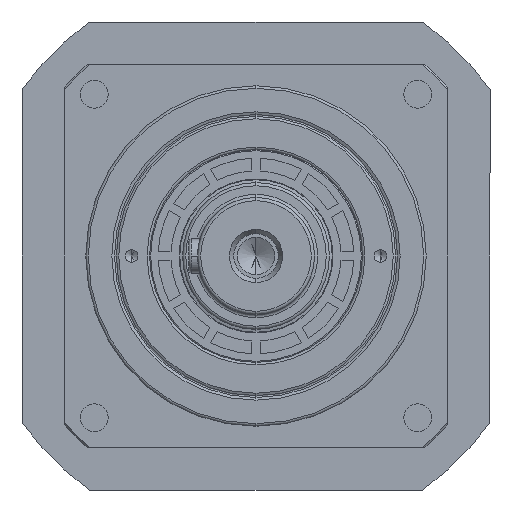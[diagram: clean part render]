
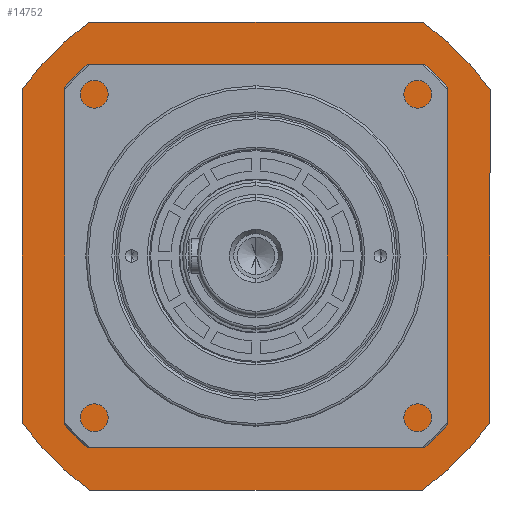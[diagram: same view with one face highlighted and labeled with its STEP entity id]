
A CAD part, left-side view. The second image highlights one B-rep face of the part: STEP entity #14752.
In plain terms, the highlighted face is planar.
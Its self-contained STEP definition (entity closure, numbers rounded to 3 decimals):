
#74 = DIRECTION ( 'NONE',  ( 0., 0., 1. ) ) ;
#342 = VERTEX_POINT ( 'NONE', #16280 ) ;
#757 = CARTESIAN_POINT ( 'NONE',  ( 0., 0., 77. ) ) ;
#1130 = DIRECTION ( 'NONE',  ( 0., 0., 1. ) ) ;
#1262 = LINE ( 'NONE', #20111, #6735 ) ;
#1303 = CIRCLE ( 'NONE', #11061, 135. ) ;
#1450 = VERTEX_POINT ( 'NONE', #15452 ) ;
#1718 = DIRECTION ( 'NONE',  ( 1., 0., 0. ) ) ;
#2171 = DIRECTION ( 'NONE',  ( 1., 0., 0. ) ) ;
#2289 = AXIS2_PLACEMENT_3D ( 'NONE', #17977, #8399, #11455 ) ;
#2536 = FACE_OUTER_BOUND ( 'NONE', #9955, .T. ) ;
#3462 = EDGE_CURVE ( 'NONE', #18071, #11479, #13127, .T. ) ;
#3565 = VERTEX_POINT ( 'NONE', #13365 ) ;
#4127 = CIRCLE ( 'NONE', #19047, 135. ) ;
#4284 = CARTESIAN_POINT ( 'NONE',  ( 0., 0., 77. ) ) ;
#4330 = DIRECTION ( 'NONE',  ( 1., 0., 0. ) ) ;
#4707 = CARTESIAN_POINT ( 'NONE',  ( -110., 78.262, 77. ) ) ;
#5497 = ORIENTED_EDGE ( 'NONE', *, *, #12084, .T. ) ;
#5524 = CIRCLE ( 'NONE', #2289, 135. ) ;
#5546 = FACE_BOUND ( 'NONE', #14744, .T. ) ;
#5648 = CARTESIAN_POINT ( 'NONE',  ( 78.262, 110., 77. ) ) ;
#5803 = ORIENTED_EDGE ( 'NONE', *, *, #3462, .T. ) ;
#6307 = CARTESIAN_POINT ( 'NONE',  ( 0., 0., 77. ) ) ;
#6735 = VECTOR ( 'NONE', #4330, 1000. ) ;
#6940 = DIRECTION ( 'NONE',  ( 1., 0., 0. ) ) ;
#7103 = CIRCLE ( 'NONE', #12183, 80. ) ;
#7528 = EDGE_CURVE ( 'NONE', #8738, #18071, #20122, .T. ) ;
#7584 = ORIENTED_EDGE ( 'NONE', *, *, #20013, .T. ) ;
#7705 = DIRECTION ( 'NONE',  ( -1., 0., 0. ) ) ;
#8390 = VECTOR ( 'NONE', #7705, 1000. ) ;
#8397 = DIRECTION ( 'NONE',  ( 1., 0., 0. ) ) ;
#8399 = DIRECTION ( 'NONE',  ( 0., 0., 1. ) ) ;
#8434 = DIRECTION ( 'NONE',  ( 0., 0., 1. ) ) ;
#8642 = CARTESIAN_POINT ( 'NONE',  ( -80., 0., 77. ) ) ;
#8738 = VERTEX_POINT ( 'NONE', #5648 ) ;
#8753 = ORIENTED_EDGE ( 'NONE', *, *, #9230, .F. ) ;
#8865 = ORIENTED_EDGE ( 'NONE', *, *, #10528, .T. ) ;
#8877 = CARTESIAN_POINT ( 'NONE',  ( 0., 0., 77. ) ) ;
#8881 = DIRECTION ( 'NONE',  ( 0., 0., 1. ) ) ;
#9040 = DIRECTION ( 'NONE',  ( 1., 0., 0. ) ) ;
#9056 = LINE ( 'NONE', #13507, #17826 ) ;
#9134 = AXIS2_PLACEMENT_3D ( 'NONE', #16308, #11747, #8397 ) ;
#9199 = CARTESIAN_POINT ( 'NONE',  ( -78.262, 110., 77. ) ) ;
#9213 = AXIS2_PLACEMENT_3D ( 'NONE', #8877, #19831, #10199 ) ;
#9230 = EDGE_CURVE ( 'NONE', #11446, #11133, #9563, .T. ) ;
#9547 = VECTOR ( 'NONE', #17511, 1000. ) ;
#9563 = CIRCLE ( 'NONE', #11372, 80. ) ;
#9854 = CARTESIAN_POINT ( 'NONE',  ( 78.262, -110., 77. ) ) ;
#9955 = EDGE_LOOP ( 'NONE', ( #5497, #14685, #5803, #8865, #16868, #7584, #13683, #17444 ) ) ;
#10199 = DIRECTION ( 'NONE',  ( 1., 0., 0. ) ) ;
#10297 = EDGE_CURVE ( 'NONE', #1450, #3565, #9056, .T. ) ;
#10528 = EDGE_CURVE ( 'NONE', #11479, #15316, #18067, .T. ) ;
#10735 = VERTEX_POINT ( 'NONE', #9854 ) ;
#10762 = CARTESIAN_POINT ( 'NONE',  ( -110., -78.262, 77. ) ) ;
#11061 = AXIS2_PLACEMENT_3D ( 'NONE', #18083, #8434, #6940 ) ;
#11133 = VERTEX_POINT ( 'NONE', #8642 ) ;
#11372 = AXIS2_PLACEMENT_3D ( 'NONE', #4284, #1130, #9040 ) ;
#11446 = VERTEX_POINT ( 'NONE', #20492 ) ;
#11455 = DIRECTION ( 'NONE',  ( 1., 0., 0. ) ) ;
#11479 = VERTEX_POINT ( 'NONE', #19009 ) ;
#11747 = DIRECTION ( 'NONE',  ( 0., 0., 1. ) ) ;
#12084 = EDGE_CURVE ( 'NONE', #3565, #8738, #4127, .T. ) ;
#12183 = AXIS2_PLACEMENT_3D ( 'NONE', #757, #8881, #2171 ) ;
#13127 = CIRCLE ( 'NONE', #9134, 135. ) ;
#13365 = CARTESIAN_POINT ( 'NONE',  ( 110., 78.262, 77. ) ) ;
#13507 = CARTESIAN_POINT ( 'NONE',  ( 110., 78.262, 77. ) ) ;
#13683 = ORIENTED_EDGE ( 'NONE', *, *, #19717, .T. ) ;
#14113 = EDGE_CURVE ( 'NONE', #15316, #342, #1303, .T. ) ;
#14685 = ORIENTED_EDGE ( 'NONE', *, *, #7528, .T. ) ;
#14744 = EDGE_LOOP ( 'NONE', ( #20590, #8753 ) ) ;
#14752 = ADVANCED_FACE ( 'NONE', ( #5546, #2536 ), #15092, .T. ) ;
#14961 = DIRECTION ( 'NONE',  ( 0., 1., 0. ) ) ;
#15092 = PLANE ( 'NONE',  #9213 ) ;
#15293 = CARTESIAN_POINT ( 'NONE',  ( -78.262, 110., 77. ) ) ;
#15316 = VERTEX_POINT ( 'NONE', #10762 ) ;
#15452 = CARTESIAN_POINT ( 'NONE',  ( 110., -78.262, 77. ) ) ;
#16280 = CARTESIAN_POINT ( 'NONE',  ( -78.262, -110., 77. ) ) ;
#16308 = CARTESIAN_POINT ( 'NONE',  ( 0., 0., 77. ) ) ;
#16868 = ORIENTED_EDGE ( 'NONE', *, *, #14113, .T. ) ;
#17444 = ORIENTED_EDGE ( 'NONE', *, *, #10297, .T. ) ;
#17511 = DIRECTION ( 'NONE',  ( 0., -1., 0. ) ) ;
#17826 = VECTOR ( 'NONE', #14961, 1000. ) ;
#17977 = CARTESIAN_POINT ( 'NONE',  ( 0., 0., 77. ) ) ;
#18067 = LINE ( 'NONE', #4707, #9547 ) ;
#18071 = VERTEX_POINT ( 'NONE', #15293 ) ;
#18083 = CARTESIAN_POINT ( 'NONE',  ( 0., 0., 77. ) ) ;
#18922 = EDGE_CURVE ( 'NONE', #11133, #11446, #7103, .T. ) ;
#19009 = CARTESIAN_POINT ( 'NONE',  ( -110., 78.262, 77. ) ) ;
#19047 = AXIS2_PLACEMENT_3D ( 'NONE', #6307, #74, #1718 ) ;
#19717 = EDGE_CURVE ( 'NONE', #10735, #1450, #5524, .T. ) ;
#19831 = DIRECTION ( 'NONE',  ( 0., 0., 1. ) ) ;
#20013 = EDGE_CURVE ( 'NONE', #342, #10735, #1262, .T. ) ;
#20111 = CARTESIAN_POINT ( 'NONE',  ( -78.262, -110., 77. ) ) ;
#20122 = LINE ( 'NONE', #9199, #8390 ) ;
#20492 = CARTESIAN_POINT ( 'NONE',  ( 80., 0., 77. ) ) ;
#20590 = ORIENTED_EDGE ( 'NONE', *, *, #18922, .F. ) ;
